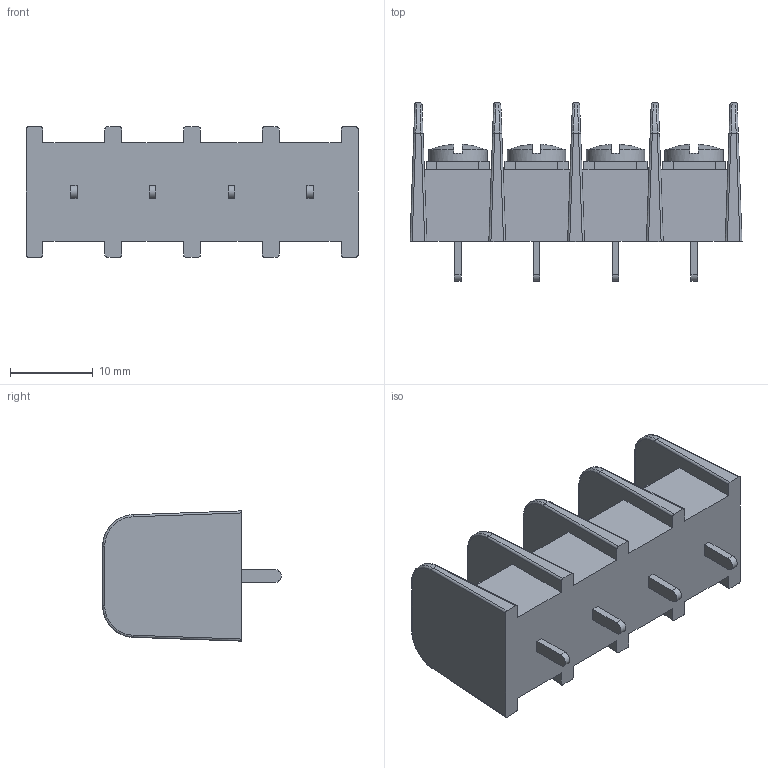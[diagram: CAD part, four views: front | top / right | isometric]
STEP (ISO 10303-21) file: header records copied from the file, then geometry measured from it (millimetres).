
FILE_DESCRIPTION((''),'2;1');
FILE_NAME('387207504','2015-03-18T',('me'),(''),'PRO/ENGINEER BY PARAMETRIC TECHNOLOGY CORPORATION, 2011490','PRO/ENGINEER BY PARAMETRIC TECHNOLOGY CORPORATION, 2011490','');
FILE_SCHEMA(('CONFIG_CONTROL_DESIGN'));
Length unit declared in the file: inch
Products named in the file (1): 387207504
Bounding box: 40.13 x 21.59 x 15.75 mm (x, y, z)
Volume: 5501.3 mm3; surface area: 3748.4 mm2
Topology: 1 solids, 1 shells, 198 faces, 524 edges, 344 vertices
Faces by surface type: plane 118, cylinder 52, bspline 20, sphere 8
Entity records: 7535 total; most frequent: CARTESIAN_POINT 2713, ORIENTED_EDGE 1024, DIRECTION 918, EDGE_CURVE 512, VECTOR 368, LINE 368, VERTEX_POINT 328, AXIS2_PLACEMENT_3D 275
